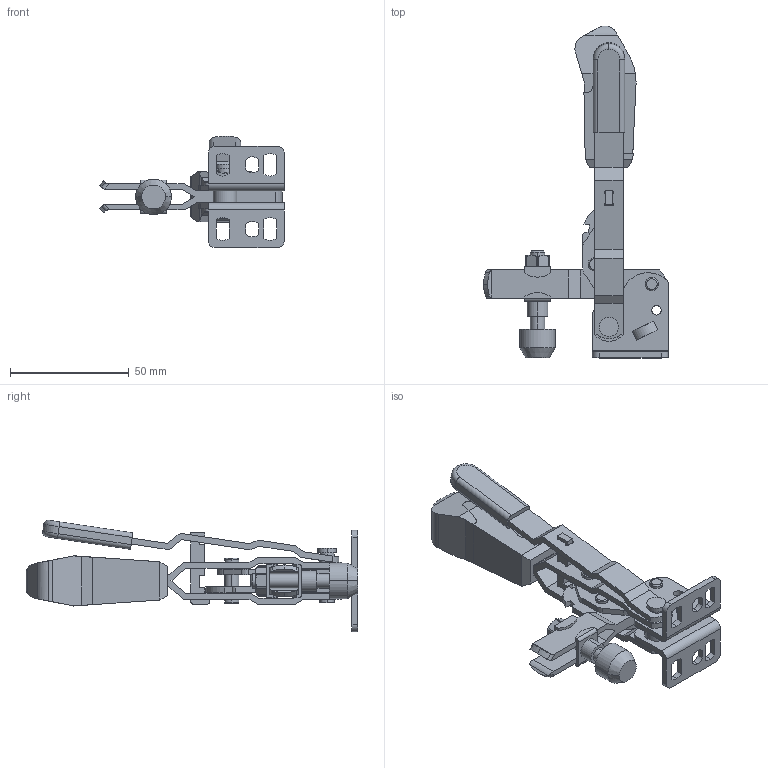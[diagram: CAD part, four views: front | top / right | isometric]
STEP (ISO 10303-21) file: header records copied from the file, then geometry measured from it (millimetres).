
FILE_DESCRIPTION(('STEP AP214'),'1');
FILE_NAME('HALDERN_EH_23330_0603.stp','2020-02-17T07:50:23',('TraceParts'),('TraceParts S.A.'),'Spatial InterOp 3D',' ',' ');
FILE_SCHEMA(('AUTOMOTIVE_DESIGN { 1 0 10303 214 1 1 1 1 }'));
Length unit declared in the file: millimetre
Products named in the file (1): HALDERN_EH_23330_0603_1
Bounding box: 77.69 x 139.5 x 46.82 mm (x, y, z)
Volume: 50778.1 mm3; surface area: 30819.4 mm2
Topology: 9 solids, 10 shells, 494 faces, 1308 edges, 854 vertices
Faces by surface type: plane 245, cylinder 209, torus 20, cone 20
Entity records: 20003 total; most frequent: CARTESIAN_POINT 3357, DIRECTION 2666, ORIENTED_EDGE 2616, EDGE_CURVE 1308, AXIS2_PLACEMENT_3D 931, VERTEX_POINT 854, LINE 804, VECTOR 804
